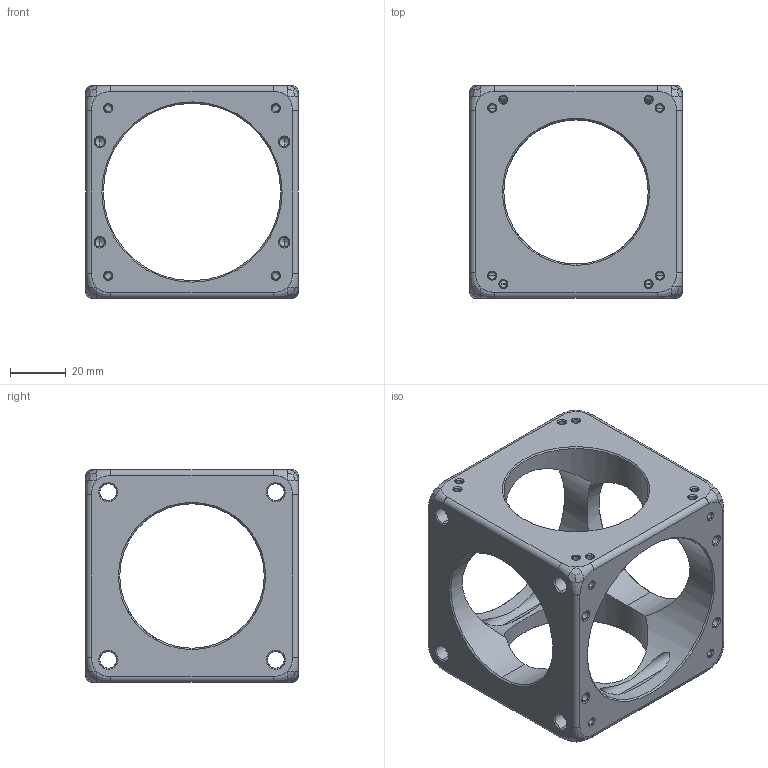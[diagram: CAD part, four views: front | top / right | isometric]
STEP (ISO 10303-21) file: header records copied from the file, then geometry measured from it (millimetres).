
FILE_DESCRIPTION (( 'STEP AP203' ), '1' );
FILE_NAME ('CSC2-SM2.STEP', '2025-11-03T06:06:06', ( '' ), ( '' ), 'SwSTEP 2.0', 'SolidWorks 2020', '' );
FILE_SCHEMA (( 'CONFIG_CONTROL_DESIGN' ));
Length unit declared in the file: millimetre
Products named in the file (1): CSC2-SM2
Bounding box: 76 x 76 x 76 mm (x, y, z)
Volume: 113857.9 mm3; surface area: 37346.3 mm2
Topology: 1 solids, 1 shells, 558 faces, 1526 edges, 948 vertices
Faces by surface type: plane 210, bspline 128, cone 124, cylinder 96
Entity records: 29706 total; most frequent: CARTESIAN_POINT 16612, ORIENTED_EDGE 2988, DIRECTION 2172, EDGE_CURVE 1494, VERTEX_POINT 948, VECTOR 878, LINE 878, AXIS2_PLACEMENT_3D 647
